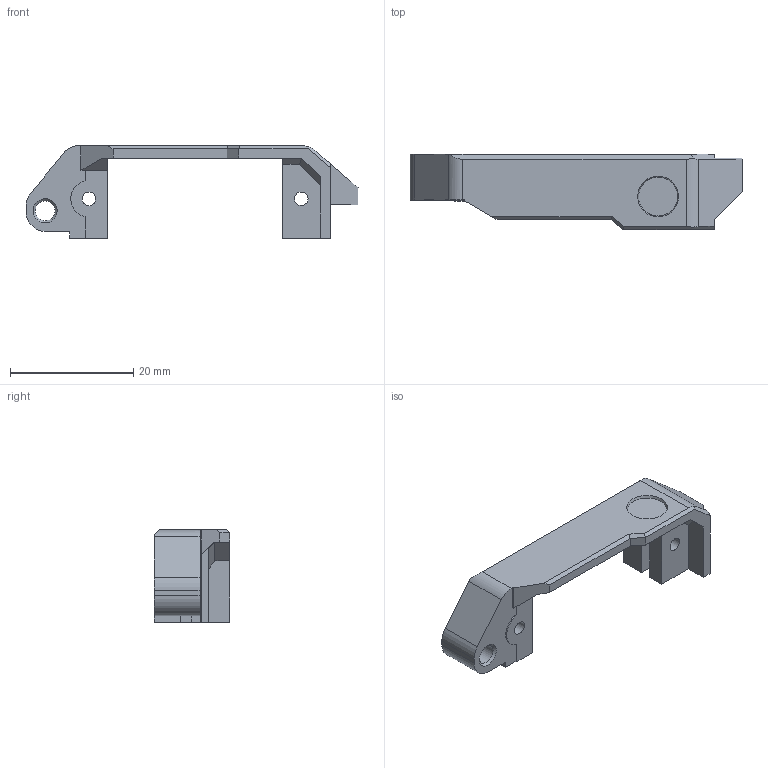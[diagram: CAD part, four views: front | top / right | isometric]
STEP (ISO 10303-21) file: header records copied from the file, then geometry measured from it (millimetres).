
FILE_DESCRIPTION(/* description */ (''),/* implementation_level */ '2;1');
FILE_NAME(/* name */ 'servo_28mm_holder.step',/* time_stamp */ '2024-08-11T09:33:12-04:00',/* author */ (''),/* organization */ (''),/* preprocessor_version */ 'ST-DEVELOPER v20',/* originating_system */ 'Autodesk Translation Framework v13.14.0.145',/* authorisation */ '');
FILE_SCHEMA (('AUTOMOTIVE_DESIGN { 1 0 10303 214 3 1 1 }'));
Length unit declared in the file: millimetre
Products named in the file (1): servo_28mm_holder
Bounding box: 53.8 x 12.2 x 15 mm (x, y, z)
Volume: 2661.7 mm3; surface area: 2630.5 mm2
Topology: 1 solids, 1 shells, 62 faces, 170 edges, 111 vertices
Faces by surface type: plane 50, cylinder 10, cone 2
Full cylindrical faces by diameter (mm): 2.2 x4, 3.2 x1
Entity records: 1994 total; most frequent: CARTESIAN_POINT 344, ORIENTED_EDGE 340, DIRECTION 323, EDGE_CURVE 170, LINE 143, VECTOR 143, VERTEX_POINT 111, AXIS2_PLACEMENT_3D 90
